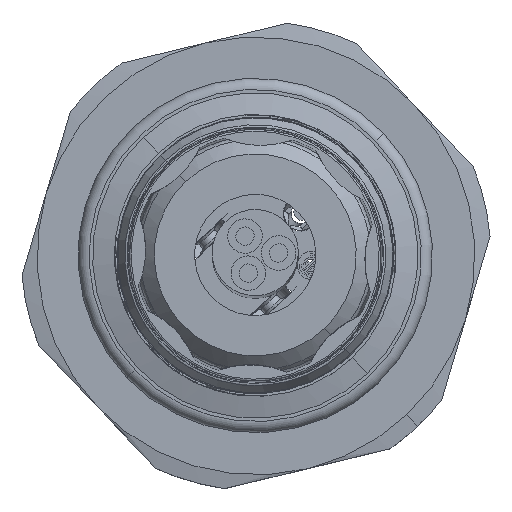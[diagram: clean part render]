
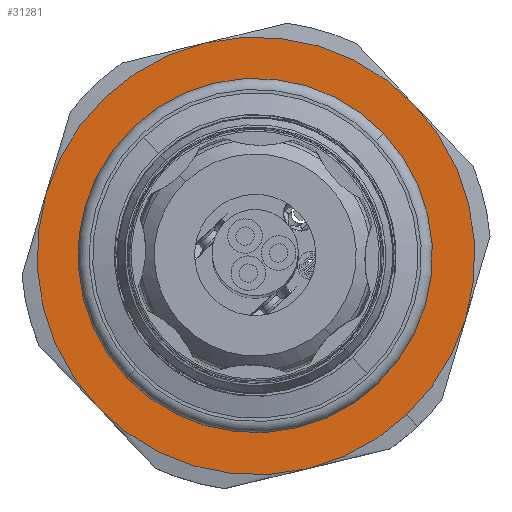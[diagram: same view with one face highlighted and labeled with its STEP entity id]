
A CAD part, top view. The second image highlights one B-rep face of the part: STEP entity #31281.
In plain terms, the highlighted planar face has unit normal (0, 0, 1).
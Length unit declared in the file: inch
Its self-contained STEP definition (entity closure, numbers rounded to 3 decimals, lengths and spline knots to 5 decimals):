
#65 = PLANE ( 'NONE',  #1911 ) ;
#67 = DIRECTION ( 'NONE',  ( 0., 0., 1. ) ) ;
#319 = CARTESIAN_POINT ( 'NONE',  ( 6.50134, 8.20851, 9.77758 ) ) ;
#1911 = AXIS2_PLACEMENT_3D ( 'NONE', #51875, #25360, #9235 ) ;
#2629 = VERTEX_POINT ( 'NONE', #45035 ) ;
#3616 = VERTEX_POINT ( 'NONE', #10260 ) ;
#3840 = CARTESIAN_POINT ( 'NONE',  ( 4.9667, 8.05397, 9.77758 ) ) ;
#4507 = DIRECTION ( 'NONE',  ( -0.689, 0.725, 0. ) ) ;
#6552 = CIRCLE ( 'NONE', #53700, 1.219 ) ;
#7445 = DIRECTION ( 'NONE',  ( 0.689, -0.725, 0. ) ) ;
#7485 = ORIENTED_EDGE ( 'NONE', *, *, #22597, .T. ) ;
#7843 = VERTEX_POINT ( 'NONE', #28024 ) ;
#8635 = DIRECTION ( 'NONE',  ( -0.689, 0.725, 0. ) ) ;
#8671 = CIRCLE ( 'NONE', #11348, 1.219 ) ;
#9235 = DIRECTION ( 'NONE',  ( 0.689, -0.725, 0. ) ) ;
#9376 = CIRCLE ( 'NONE', #27109, 0.945 ) ;
#9484 = ORIENTED_EDGE ( 'NONE', *, *, #49523, .T. ) ;
#10260 = CARTESIAN_POINT ( 'NONE',  ( 7.01944, 8.54809, 9.77758 ) ) ;
#10836 = CARTESIAN_POINT ( 'NONE',  ( 5.85043, 8.8936, 9.77758 ) ) ;
#11117 = DIRECTION ( 'NONE',  ( 0., 0., 1. ) ) ;
#11348 = AXIS2_PLACEMENT_3D ( 'NONE', #29274, #67, #17035 ) ;
#13706 = EDGE_LOOP ( 'NONE', ( #52623, #27690, #7485, #38421, #9484, #42307, #15216 ) ) ;
#15216 = ORIENTED_EDGE ( 'NONE', *, *, #16452, .T. ) ;
#15460 = DIRECTION ( 'NONE',  ( 0.689, -0.725, 0. ) ) ;
#15589 = DIRECTION ( 'NONE',  ( 0., 0., 1. ) ) ;
#16452 = EDGE_CURVE ( 'NONE', #49618, #22015, #28468, .T. ) ;
#16555 = CARTESIAN_POINT ( 'NONE',  ( 5.56515, 10.07875, 9.77758 ) ) ;
#17035 = DIRECTION ( 'NONE',  ( 0.689, -0.725, 0. ) ) ;
#18113 = AXIS2_PLACEMENT_3D ( 'NONE', #42494, #54292, #50663 ) ;
#18114 = ORIENTED_EDGE ( 'NONE', *, *, #29334, .T. ) ;
#18288 = CIRCLE ( 'NONE', #36030, 1.219 ) ;
#19375 = EDGE_LOOP ( 'NONE', ( #48417, #18114 ) ) ;
#19908 = CIRCLE ( 'NONE', #18113, 1.219 ) ;
#20640 = CARTESIAN_POINT ( 'NONE',  ( 5.85043, 8.8936, 9.77758 ) ) ;
#20696 = FACE_BOUND ( 'NONE', #19375, .T. ) ;
#21803 = AXIS2_PLACEMENT_3D ( 'NONE', #32259, #11117, #53760 ) ;
#22015 = VERTEX_POINT ( 'NONE', #45073 ) ;
#22597 = EDGE_CURVE ( 'NONE', #3616, #2629, #50914, .T. ) ;
#24310 = CARTESIAN_POINT ( 'NONE',  ( 5.85043, 8.8936, 9.77758 ) ) ;
#24397 = DIRECTION ( 'NONE',  ( 0., 0., 1. ) ) ;
#24575 = EDGE_CURVE ( 'NONE', #7843, #49618, #6552, .T. ) ;
#25009 = VERTEX_POINT ( 'NONE', #319 ) ;
#25360 = DIRECTION ( 'NONE',  ( 0., 0., 1. ) ) ;
#25465 = CIRCLE ( 'NONE', #28143, 0.945 ) ;
#25490 = VERTEX_POINT ( 'NONE', #37316 ) ;
#25743 = AXIS2_PLACEMENT_3D ( 'NONE', #24310, #37076, #15460 ) ;
#27109 = AXIS2_PLACEMENT_3D ( 'NONE', #33773, #41549, #4507 ) ;
#27690 = ORIENTED_EDGE ( 'NONE', *, *, #49419, .T. ) ;
#28024 = CARTESIAN_POINT ( 'NONE',  ( 4.68142, 9.23911, 9.77758 ) ) ;
#28143 = AXIS2_PLACEMENT_3D ( 'NONE', #20640, #50728, #8635 ) ;
#28468 = CIRCLE ( 'NONE', #25743, 1.219 ) ;
#29274 = CARTESIAN_POINT ( 'NONE',  ( 5.85043, 8.8936, 9.77758 ) ) ;
#29334 = EDGE_CURVE ( 'NONE', #25490, #25009, #25465, .T. ) ;
#30408 = AXIS2_PLACEMENT_3D ( 'NONE', #35140, #47970, #43183 ) ;
#31281 = ADVANCED_FACE ( 'NONE', ( #20696, #37598 ), #65, .T. ) ;
#32259 = CARTESIAN_POINT ( 'NONE',  ( 5.85043, 8.8936, 9.77758 ) ) ;
#32981 = EDGE_CURVE ( 'NONE', #22015, #37211, #19908, .T. ) ;
#33513 = VERTEX_POINT ( 'NONE', #16555 ) ;
#33773 = CARTESIAN_POINT ( 'NONE',  ( 5.85043, 8.8936, 9.77758 ) ) ;
#35140 = CARTESIAN_POINT ( 'NONE',  ( 5.85043, 8.8936, 9.77758 ) ) ;
#36030 = AXIS2_PLACEMENT_3D ( 'NONE', #10836, #15589, #45072 ) ;
#37076 = DIRECTION ( 'NONE',  ( 0., 0., 1. ) ) ;
#37211 = VERTEX_POINT ( 'NONE', #45657 ) ;
#37316 = CARTESIAN_POINT ( 'NONE',  ( 5.19952, 9.57869, 9.77758 ) ) ;
#37437 = CARTESIAN_POINT ( 'NONE',  ( 5.85043, 8.8936, 9.77758 ) ) ;
#37598 = FACE_OUTER_BOUND ( 'NONE', #13706, .T. ) ;
#37896 = EDGE_CURVE ( 'NONE', #2629, #33513, #8671, .T. ) ;
#38421 = ORIENTED_EDGE ( 'NONE', *, *, #37896, .T. ) ;
#41309 = CIRCLE ( 'NONE', #21803, 1.219 ) ;
#41549 = DIRECTION ( 'NONE',  ( 0., 0., -1. ) ) ;
#42307 = ORIENTED_EDGE ( 'NONE', *, *, #24575, .T. ) ;
#42494 = CARTESIAN_POINT ( 'NONE',  ( 5.85043, 8.8936, 9.77758 ) ) ;
#43183 = DIRECTION ( 'NONE',  ( 0.689, -0.725, 0. ) ) ;
#45035 = CARTESIAN_POINT ( 'NONE',  ( 6.73416, 9.73323, 9.77758 ) ) ;
#45072 = DIRECTION ( 'NONE',  ( 0.689, -0.725, 0. ) ) ;
#45073 = CARTESIAN_POINT ( 'NONE',  ( 6.13571, 7.70845, 9.77758 ) ) ;
#45657 = CARTESIAN_POINT ( 'NONE',  ( 6.69006, 8.00987, 9.77758 ) ) ;
#47817 = EDGE_CURVE ( 'NONE', #25009, #25490, #9376, .T. ) ;
#47970 = DIRECTION ( 'NONE',  ( 0., 0., 1. ) ) ;
#48417 = ORIENTED_EDGE ( 'NONE', *, *, #47817, .T. ) ;
#49419 = EDGE_CURVE ( 'NONE', #37211, #3616, #41309, .T. ) ;
#49523 = EDGE_CURVE ( 'NONE', #33513, #7843, #18288, .T. ) ;
#49618 = VERTEX_POINT ( 'NONE', #3840 ) ;
#50663 = DIRECTION ( 'NONE',  ( 0.689, -0.725, 0. ) ) ;
#50728 = DIRECTION ( 'NONE',  ( 0., 0., -1. ) ) ;
#50914 = CIRCLE ( 'NONE', #30408, 1.219 ) ;
#51875 = CARTESIAN_POINT ( 'NONE',  ( 5.47407, 9.8723, 9.77758 ) ) ;
#52623 = ORIENTED_EDGE ( 'NONE', *, *, #32981, .T. ) ;
#53700 = AXIS2_PLACEMENT_3D ( 'NONE', #37437, #24397, #7445 ) ;
#53760 = DIRECTION ( 'NONE',  ( 0.689, -0.725, 0. ) ) ;
#54292 = DIRECTION ( 'NONE',  ( 0., 0., 1. ) ) ;
